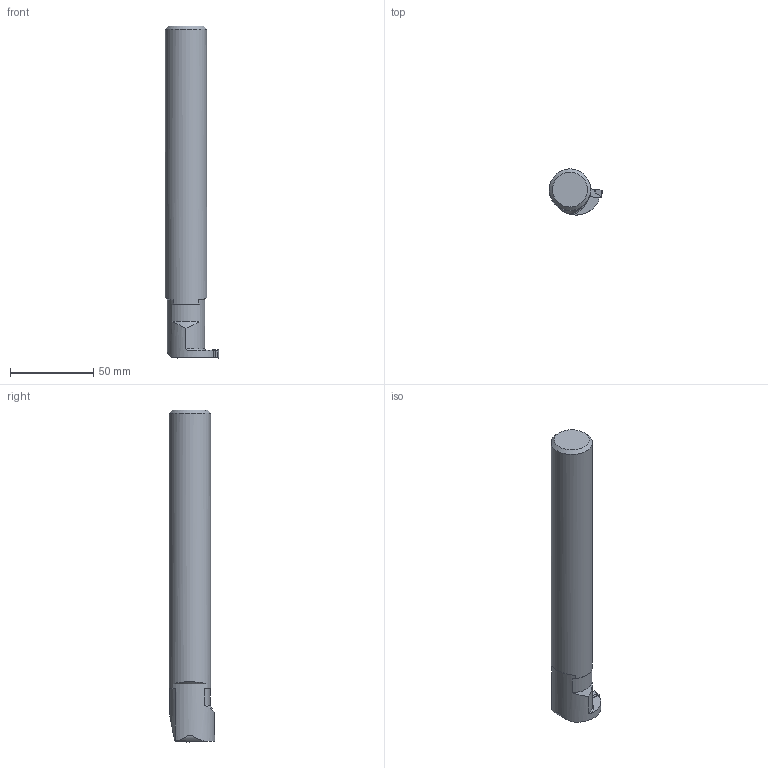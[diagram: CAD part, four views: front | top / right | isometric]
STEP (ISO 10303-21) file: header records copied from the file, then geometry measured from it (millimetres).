
FILE_DESCRIPTION(/* description */ (''),/* implementation_level */ '2;1');
FILE_NAME(/* name */ '1537788479021.stp',/* time_stamp */ '2018-09-24T16:58:24+05:00',/* author */ (''),/* organization */ ('SMS'),/* preprocessor_version */ 'ST-DEVELOPER v15',/* originating_system */ 'SIEMENS PLM Software NX 8.5',/* authorisation */ '');
FILE_SCHEMA (('AUTOMOTIVE_DESIGN { 1 0 10303 214 3 1 1 1 }'));
Length unit declared in the file: millimetre
Products named in the file (4): ASSEMBLY_CONSTRUCTION; 201539472mod000_00; 201700479mod000_00; 201700478mod000_00
Assembly tree (3 placements, depth 2):
  201700478mod000_00
    201700479mod000_00
    201539472mod000_00
    ASSEMBLY_CONSTRUCTION
Bounding box: 32.25 x 27.5 x 200 mm (x, y, z)
Volume: 96456.9 mm3; surface area: 17233.8 mm2
Topology: 2 solids, 2 shells, 62 faces, 176 edges, 123 vertices
Faces by surface type: plane 29, cylinder 13, bspline 7, cone 7, extrusion 4, torus 1, sphere 1
Full cylindrical faces by diameter (mm): 25 x1
Entity records: 2413 total; most frequent: CARTESIAN_POINT 746, ORIENTED_EDGE 340, DIRECTION 282, EDGE_CURVE 170, VERTEX_POINT 114, AXIS2_PLACEMENT_3D 97, VECTOR 88, LINE 84
